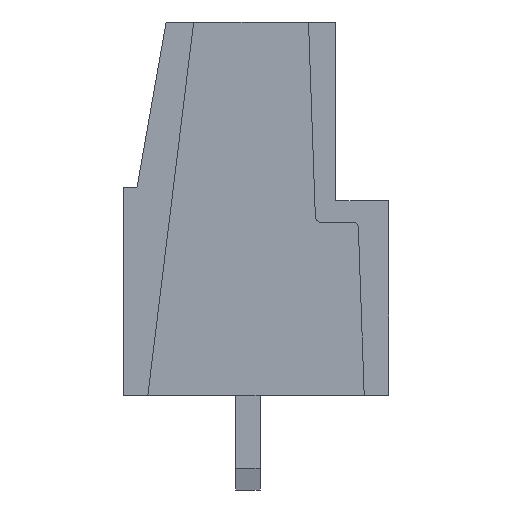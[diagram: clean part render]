
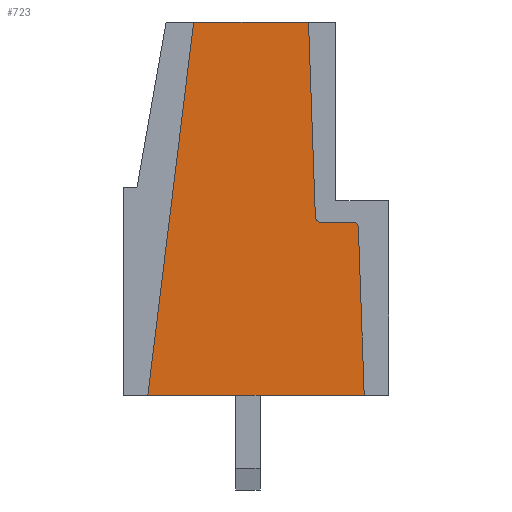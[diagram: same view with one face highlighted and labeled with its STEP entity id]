
A CAD part, left-side view. The second image highlights one B-rep face of the part: STEP entity #723.
In plain terms, the highlighted planar face has unit normal (-1, 0, 0).
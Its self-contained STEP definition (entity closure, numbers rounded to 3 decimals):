
#723 = ADVANCED_FACE( '', ( #1550 ), #1551, .T. );
#1550 = FACE_OUTER_BOUND( '', #2512, .T. );
#1551 = PLANE( '', #2513 );
#2512 = EDGE_LOOP( '', ( #4506, #4507, #4508, #4509, #4510, #4511, #4512, #4513 ) );
#2513 = AXIS2_PLACEMENT_3D( '', #4514, #4515, #4516 );
#4506 = ORIENTED_EDGE( '', *, *, #6647, .T. );
#4507 = ORIENTED_EDGE( '', *, *, #6044, .F. );
#4508 = ORIENTED_EDGE( '', *, *, #6008, .T. );
#4509 = ORIENTED_EDGE( '', *, *, #6271, .F. );
#4510 = ORIENTED_EDGE( '', *, *, #6370, .T. );
#4511 = ORIENTED_EDGE( '', *, *, #6648, .T. );
#4512 = ORIENTED_EDGE( '', *, *, #5918, .T. );
#4513 = ORIENTED_EDGE( '', *, *, #5914, .T. );
#4514 = CARTESIAN_POINT( '', ( -3., -8.205, 3.359 ) );
#4515 = DIRECTION( '', ( -1., 0., 0. ) );
#4516 = DIRECTION( '', ( 0., 0., 1. ) );
#5914 = EDGE_CURVE( '', #7107, #7112, #7114, .T. );
#5918 = EDGE_CURVE( '', #7117, #7107, #7120, .T. );
#6008 = EDGE_CURVE( '', #7274, #7279, #7281, .T. );
#6044 = EDGE_CURVE( '', #7274, #7341, #7342, .T. );
#6271 = EDGE_CURVE( '', #7717, #7279, #7719, .T. );
#6370 = EDGE_CURVE( '', #7717, #7872, #7875, .T. );
#6647 = EDGE_CURVE( '', #7112, #7341, #8274, .T. );
#6648 = EDGE_CURVE( '', #7872, #7117, #8275, .T. );
#7107 = VERTEX_POINT( '', #8839 );
#7112 = VERTEX_POINT( '', #8845 );
#7114 = CIRCLE( '', #8848, 0.2 );
#7117 = VERTEX_POINT( '', #8851 );
#7120 = LINE( '', #8856, #8857 );
#7274 = VERTEX_POINT( '', #9078 );
#7279 = VERTEX_POINT( '', #9085 );
#7281 = LINE( '', #9088, #9089 );
#7341 = VERTEX_POINT( '', #9175 );
#7342 = LINE( '', #9176, #9177 );
#7717 = VERTEX_POINT( '', #9722 );
#7719 = LINE( '', #9725, #9726 );
#7872 = VERTEX_POINT( '', #9951 );
#7875 = LINE( '', #9955, #9956 );
#8274 = LINE( '', #10551, #10552 );
#8275 = CIRCLE( '', #10553, 0.2 );
#8839 = CARTESIAN_POINT( '', ( -3., -7.293, 6.4 ) );
#8845 = CARTESIAN_POINT( '', ( -3., -7.093, 6.593 ) );
#8848 = AXIS2_PLACEMENT_3D( '', #11126, #11127, #11128 );
#8851 = CARTESIAN_POINT( '', ( -3., -8.483, 6.4 ) );
#8856 = CARTESIAN_POINT( '', ( -3., -8.483, 6.4 ) );
#8857 = VECTOR( '', #11131, 1000. );
#9078 = CARTESIAN_POINT( '', ( -3., -2.594, 13.8 ) );
#9085 = CARTESIAN_POINT( '', ( -3., -0.9, 0. ) );
#9088 = CARTESIAN_POINT( '', ( -3., -2.594, 13.8 ) );
#9089 = VECTOR( '', #11223, 1000. );
#9175 = CARTESIAN_POINT( '', ( -3., -6.842, 13.8 ) );
#9176 = CARTESIAN_POINT( '', ( -3., -2.594, 13.8 ) );
#9177 = VECTOR( '', #11256, 1000. );
#9722 = CARTESIAN_POINT( '', ( -3., -8.9, 0. ) );
#9725 = CARTESIAN_POINT( '', ( -3., -8.9, 0. ) );
#9726 = VECTOR( '', #11458, 1000. );
#9951 = CARTESIAN_POINT( '', ( -3., -8.683, 6.207 ) );
#9955 = CARTESIAN_POINT( '', ( -3., -8.9, 0. ) );
#9956 = VECTOR( '', #11550, 1000. );
#10551 = CARTESIAN_POINT( '', ( -3., -7.093, 6.593 ) );
#10552 = VECTOR( '', #11792, 1000. );
#10553 = AXIS2_PLACEMENT_3D( '', #11793, #11794, #11795 );
#11126 = CARTESIAN_POINT( '', ( -3., -7.293, 6.6 ) );
#11127 = DIRECTION( '', ( 1., 0., 0. ) );
#11128 = DIRECTION( '', ( 0., 0., -1. ) );
#11131 = DIRECTION( '', ( 0., 1., 0. ) );
#11223 = DIRECTION( '', ( 0., 0.122, -0.993 ) );
#11256 = DIRECTION( '', ( 0., -1., 0. ) );
#11458 = DIRECTION( '', ( 0., 1., 0. ) );
#11550 = DIRECTION( '', ( 0., 0.035, 0.999 ) );
#11792 = DIRECTION( '', ( 0., 0.035, 0.999 ) );
#11793 = CARTESIAN_POINT( '', ( -3., -8.483, 6.2 ) );
#11794 = DIRECTION( '', ( -1., 0., 0. ) );
#11795 = DIRECTION( '', ( 0., -0.999, 0.035 ) );
